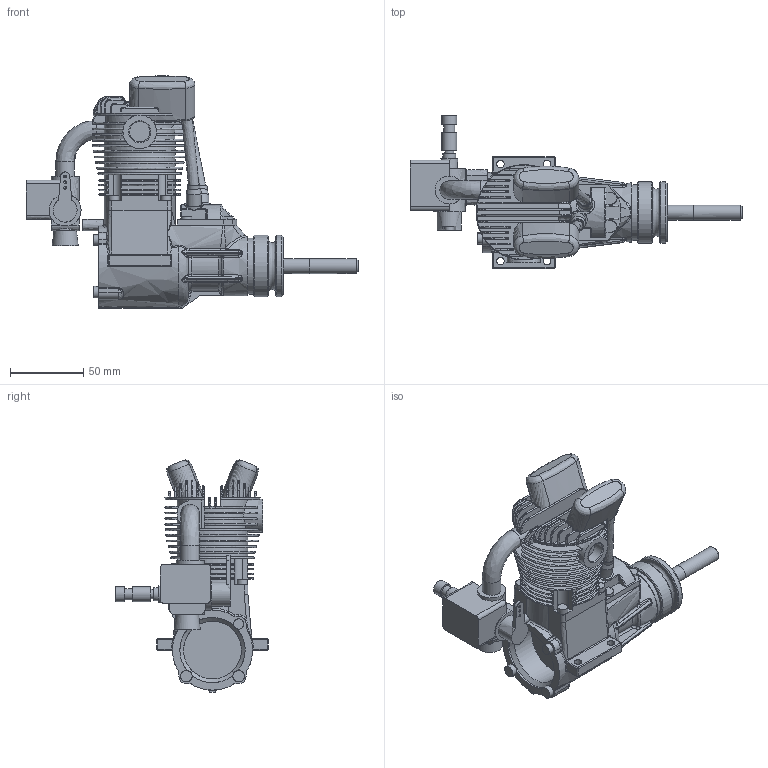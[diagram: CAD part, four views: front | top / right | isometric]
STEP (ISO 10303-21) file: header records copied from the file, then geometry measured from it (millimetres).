
FILE_DESCRIPTION(('FreeCAD Model'),'2;1');
FILE_NAME('Open CASCADE Shape Model','2025-04-27T14:35:28',('FreeCAD'),( 'FreeCAD'),'Open CASCADE STEP processor 7.6','FreeCAD','Unknown');
FILE_SCHEMA(('AUTOMOTIVE_DESIGN { 1 0 10303 214 1 1 1 1 }'));
Products named in the file (1): Open CASCADE STEP translator 7.6 1
Bounding box: 227.22 x 104.67 x 158.85 mm (x, y, z)
Volume: 515301.6 mm3; surface area: 108415.9 mm2
Topology: 1 solids, 2 shells, 1004 faces, 2631 edges, 1612 vertices
Faces by surface type: bspline 1004
Entity records: 78747 total; most frequent: CARTESIAN_POINT 64398, ORIENTED_EDGE 5160, EDGE_CURVE 2580, VERTEX_POINT 1612, B_SPLINE_CURVE_WITH_KNOTS 1534, FACE_BOUND 1060, EDGE_LOOP 1060, ADVANCED_FACE 1004
